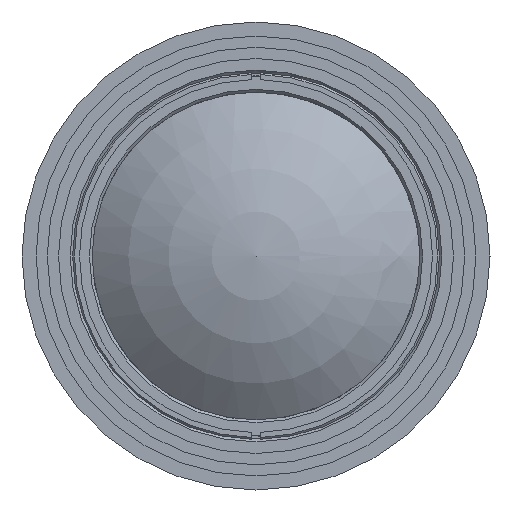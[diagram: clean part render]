
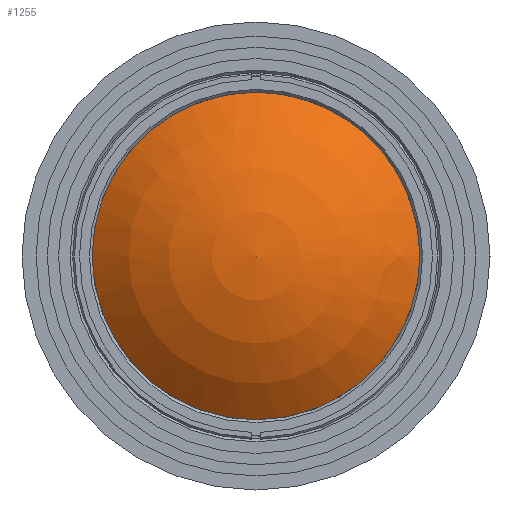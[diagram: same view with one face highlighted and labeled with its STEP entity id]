
A CAD part, left-side view. The second image highlights one B-rep face of the part: STEP entity #1255.
In plain terms, the highlighted spherical face has radius 26.546 mm.
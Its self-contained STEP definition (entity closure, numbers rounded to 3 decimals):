
#115=SPHERICAL_SURFACE('',#11040,26.546);
#778=FACE_OUTER_BOUND('',#3457,.T.);
#1255=ADVANCED_FACE('',(#778),#115,.T.);
#3457=EDGE_LOOP('',(#6542));
#6542=ORIENTED_EDGE('',*,*,#9209,.T.);
#7702=VERTEX_POINT('',#20314);
#9209=EDGE_CURVE('',#7702,#7702,#10283,.T.);
#10283=B_SPLINE_CURVE_WITH_KNOTS('',3,(#20296,#20297,#20298,#20299,#20300,
#20301,#20302,#20303,#20304,#20305,#20306,#20307,#20308,#20309,#20310,#20311,
#20312,#20313),.UNSPECIFIED.,.T.,.F.,(2,2,2,2,2,2,2,2,2,2,2),(-0.125,0.,
0.125,0.25,0.375,0.5,0.625,0.75,0.875,1.,1.125),.UNSPECIFIED.);
#11040=AXIS2_PLACEMENT_3D('',#20751,#12891,#12892);
#12891=DIRECTION('',(1.,0.,0.));
#12892=DIRECTION('',(0.,-1.,0.));
#20296=CARTESIAN_POINT('',(-62.521,4.581,-17.5));
#20297=CARTESIAN_POINT('',(-62.521,-4.581,-17.5));
#20298=CARTESIAN_POINT('',(-62.521,-9.135,-15.614));
#20299=CARTESIAN_POINT('',(-62.521,-15.614,-9.135));
#20300=CARTESIAN_POINT('',(-62.521,-17.5,-4.581));
#20301=CARTESIAN_POINT('',(-62.521,-17.5,4.581));
#20302=CARTESIAN_POINT('',(-62.521,-15.614,9.135));
#20303=CARTESIAN_POINT('',(-62.521,-9.135,15.614));
#20304=CARTESIAN_POINT('',(-62.521,-4.581,17.5));
#20305=CARTESIAN_POINT('',(-62.521,4.581,17.5));
#20306=CARTESIAN_POINT('',(-62.521,9.135,15.614));
#20307=CARTESIAN_POINT('',(-62.521,15.614,9.135));
#20308=CARTESIAN_POINT('',(-62.521,17.5,4.581));
#20309=CARTESIAN_POINT('',(-62.521,17.5,-4.581));
#20310=CARTESIAN_POINT('',(-62.521,15.614,-9.135));
#20311=CARTESIAN_POINT('',(-62.521,9.135,-15.614));
#20312=CARTESIAN_POINT('',(-62.521,4.581,-17.5));
#20313=CARTESIAN_POINT('',(-62.521,-4.581,-17.5));
#20314=CARTESIAN_POINT('',(-62.521,0.,-17.5));
#20751=CARTESIAN_POINT('',(-42.56,0.,0.));
